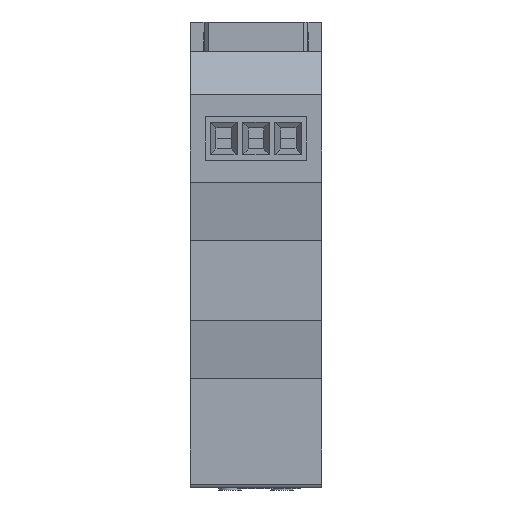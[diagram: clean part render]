
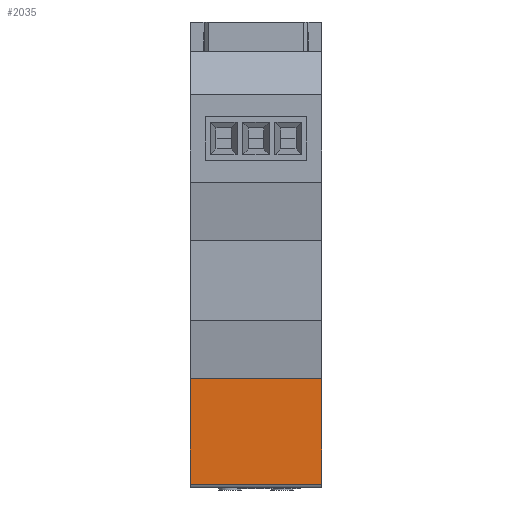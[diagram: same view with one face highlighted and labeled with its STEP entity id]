
A CAD part, front view. The second image highlights one B-rep face of the part: STEP entity #2035.
In plain terms, the highlighted planar face has unit normal (0, -1, 0).
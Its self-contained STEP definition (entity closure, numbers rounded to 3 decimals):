
#33 = LINE ( 'NONE', #3519, #21700 ) ;
#133 = VERTEX_POINT ( 'NONE', #6640 ) ;
#633 = CARTESIAN_POINT ( 'NONE',  ( 9., -22.5, -59.5 ) ) ;
#761 = DIRECTION ( 'NONE',  ( 1., 0., 0. ) ) ;
#797 = VERTEX_POINT ( 'NONE', #633 ) ;
#2035 = ADVANCED_FACE ( 'NONE', ( #17690 ), #11869, .F. ) ;
#2104 = LINE ( 'NONE', #4198, #10831 ) ;
#3141 = DIRECTION ( 'NONE',  ( 0., 0., -1. ) ) ;
#3519 = CARTESIAN_POINT ( 'NONE',  ( 9., -22.5, -45. ) ) ;
#3865 = VECTOR ( 'NONE', #761, 1000. ) ;
#4198 = CARTESIAN_POINT ( 'NONE',  ( -9., -22.5, -45. ) ) ;
#4272 = CARTESIAN_POINT ( 'NONE',  ( 9., -22.5, -59.5 ) ) ;
#6007 = DIRECTION ( 'NONE',  ( 0., 0., -1. ) ) ;
#6640 = CARTESIAN_POINT ( 'NONE',  ( -9., -22.5, -45. ) ) ;
#8122 = ORIENTED_EDGE ( 'NONE', *, *, #15158, .T. ) ;
#8483 = LINE ( 'NONE', #4272, #3865 ) ;
#9234 = ORIENTED_EDGE ( 'NONE', *, *, #12386, .F. ) ;
#10831 = VECTOR ( 'NONE', #6007, 1000. ) ;
#11322 = DIRECTION ( 'NONE',  ( -1., 0., 0. ) ) ;
#11623 = CARTESIAN_POINT ( 'NONE',  ( 9., -22.5, -45. ) ) ;
#11840 = DIRECTION ( 'NONE',  ( 0., 0., 1. ) ) ;
#11844 = DIRECTION ( 'NONE',  ( 0., 1., 0. ) ) ;
#11869 = PLANE ( 'NONE',  #13302 ) ;
#11881 = CARTESIAN_POINT ( 'NONE',  ( 9., -22.5, -45. ) ) ;
#12386 = EDGE_CURVE ( 'NONE', #13911, #797, #33, .T. ) ;
#13151 = EDGE_CURVE ( 'NONE', #13911, #133, #20621, .T. ) ;
#13302 = AXIS2_PLACEMENT_3D ( 'NONE', #11881, #11844, #11840 ) ;
#13911 = VERTEX_POINT ( 'NONE', #16186 ) ;
#13968 = EDGE_CURVE ( 'NONE', #20999, #797, #8483, .T. ) ;
#15158 = EDGE_CURVE ( 'NONE', #133, #20999, #2104, .T. ) ;
#16186 = CARTESIAN_POINT ( 'NONE',  ( 9., -22.5, -45. ) ) ;
#16704 = VECTOR ( 'NONE', #11322, 1000. ) ;
#17107 = ORIENTED_EDGE ( 'NONE', *, *, #13151, .T. ) ;
#17690 = FACE_OUTER_BOUND ( 'NONE', #20779, .T. ) ;
#19130 = CARTESIAN_POINT ( 'NONE',  ( -9., -22.5, -59.5 ) ) ;
#20621 = LINE ( 'NONE', #11623, #16704 ) ;
#20779 = EDGE_LOOP ( 'NONE', ( #8122, #20855, #9234, #17107 ) ) ;
#20855 = ORIENTED_EDGE ( 'NONE', *, *, #13968, .T. ) ;
#20999 = VERTEX_POINT ( 'NONE', #19130 ) ;
#21700 = VECTOR ( 'NONE', #3141, 1000. ) ;
